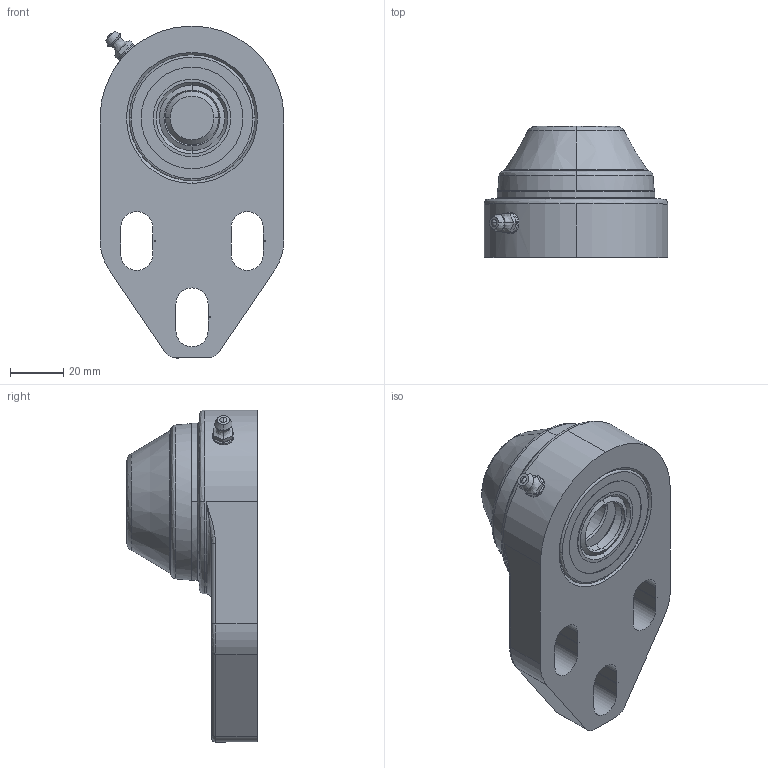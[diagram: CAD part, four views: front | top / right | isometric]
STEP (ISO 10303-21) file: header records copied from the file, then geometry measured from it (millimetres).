
FILE_DESCRIPTION (( 'STEP AP214' ), '1' );
FILE_NAME ('Rexnord-UCFB-C - HCFB-C-UCFB 204 C-601133N.STEP', '2019-10-17T09:11:42', ( '' ), ( '' ), 'SwSTEP 2.0', 'SolidWorks 2019', '' );
FILE_SCHEMA (( 'AUTOMOTIVE_DESIGN' ));
Length unit declared in the file: millimetre
Products named in the file (2): Rexnord-UCFB-C - HCFB-C-UCFB 204 C-601133N; Rexnord-UCFB-C - HCFB-C-UCFB 204 C-601133N_20 C
Assembly tree (1 placements, depth 2):
  Rexnord-UCFB-C - HCFB-C-UCFB 204 C-601133N
    Rexnord-UCFB-C - HCFB-C-UCFB 204 C-601133N_20 C
Bounding box: 68.8 x 49 x 124.2 mm (x, y, z)
Volume: 138549.7 mm3; surface area: 45526.4 mm2
Topology: 3 solids, 3 shells, 404 faces, 1045 edges, 666 vertices
Faces by surface type: plane 153, cylinder 119, cone 75, bspline 57
Entity records: 17472 total; most frequent: CARTESIAN_POINT 4454, DIRECTION 2093, ORIENTED_EDGE 2070, EDGE_CURVE 1035, AXIS2_PLACEMENT_3D 825, VERTEX_POINT 666, CIRCLE 474, EDGE_LOOP 445
